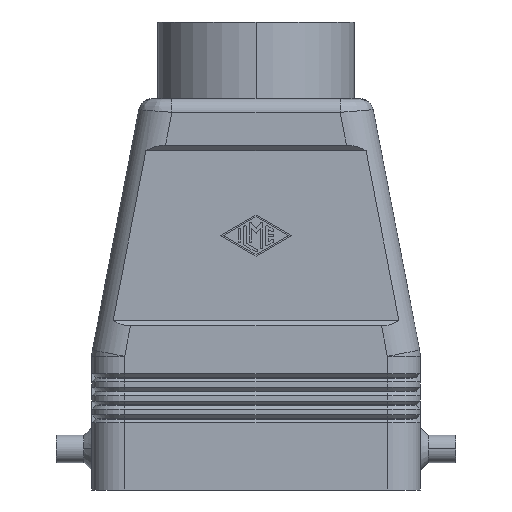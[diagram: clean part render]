
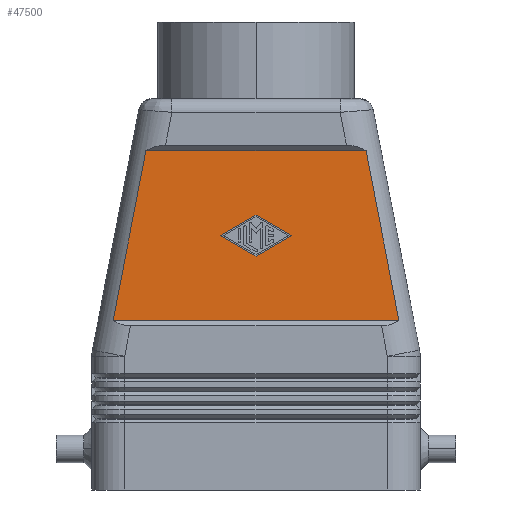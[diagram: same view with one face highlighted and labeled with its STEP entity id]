
A CAD part, front view. The second image highlights one B-rep face of the part: STEP entity #47500.
In plain terms, the highlighted planar face has unit normal (0, -1, 0).
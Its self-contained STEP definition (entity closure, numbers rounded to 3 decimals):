
#4170=CARTESIAN_POINT('',(26.106,-20.5,31.));
#4180=VERTEX_POINT('',#4170);
#4210=CARTESIAN_POINT('',(20.106,-20.5,62.));
#4220=DIRECTION('',(0.19,0.,-0.982));
#4230=VECTOR('',#4220,31.575);
#4240=LINE('',#4210,#4230);
#4250=CARTESIAN_POINT('',(20.106,-20.5,62.));
#4260=VERTEX_POINT('',#4250);
#4270=EDGE_CURVE('',#4260,#4180,#4240,.T.);
#6630=CARTESIAN_POINT('',(-20.106,-20.5,62.));
#6640=VERTEX_POINT('',#6630);
#6670=CARTESIAN_POINT('',(-26.106,-20.5,31.));
#6680=DIRECTION('',(0.19,0.,0.982));
#6690=VECTOR('',#6680,31.575);
#6700=LINE('',#6670,#6690);
#6710=CARTESIAN_POINT('',(-26.106,-20.5,31.));
#6720=VERTEX_POINT('',#6710);
#6730=EDGE_CURVE('',#6720,#6640,#6700,.T.);
#42980=CARTESIAN_POINT('',(-20.106,-20.5,62.));
#42990=DIRECTION('',(1.,0.,0.));
#43000=VECTOR('',#42990,40.211);
#43010=LINE('',#42980,#43000);
#43020=EDGE_CURVE('',#6640,#4260,#43010,.T.);
#47000=CARTESIAN_POINT('',(0.,-20.5,62.));
#47010=DIRECTION('',(0.,1.,0.));
#47020=DIRECTION('',(0.,0.,1.));
#47030=AXIS2_PLACEMENT_3D('',#47000,#47010,#47020);
#47040=PLANE('',#47030);
#47050=CARTESIAN_POINT('',(-26.106,-20.5,31.));
#47060=DIRECTION('',(1.,0.,0.));
#47070=VECTOR('',#47060,52.211);
#47080=LINE('',#47050,#47070);
#47090=EDGE_CURVE('',#6720,#4180,#47080,.T.);
#47100=ORIENTED_EDGE('',*,*,#47090,.T.);
#47110=ORIENTED_EDGE('',*,*,#6730,.F.);
#47120=ORIENTED_EDGE('',*,*,#43020,.F.);
#47130=ORIENTED_EDGE('',*,*,#4270,.F.);
#47140=EDGE_LOOP('',(#47130,#47120,#47110,#47100));
#47150=FACE_OUTER_BOUND('',#47140,.T.);
#47160=CARTESIAN_POINT('',(6.5,-20.5,46.475));
#47170=DIRECTION('',(-0.866,0.,-0.5));
#47180=VECTOR('',#47170,7.504);
#47190=LINE('',#47160,#47180);
#47200=CARTESIAN_POINT('',(6.5,-20.5,46.475));
#47210=VERTEX_POINT('',#47200);
#47220=CARTESIAN_POINT('',(0.,-20.5,42.726));
#47230=VERTEX_POINT('',#47220);
#47240=EDGE_CURVE('',#47210,#47230,#47190,.T.);
#47250=ORIENTED_EDGE('',*,*,#47240,.T.);
#47260=CARTESIAN_POINT('',(0.,-20.5,50.224));
#47270=DIRECTION('',(0.866,0.,-0.5));
#47280=VECTOR('',#47270,7.504);
#47290=LINE('',#47260,#47280);
#47300=CARTESIAN_POINT('',(0.,-20.5,50.224));
#47310=VERTEX_POINT('',#47300);
#47320=EDGE_CURVE('',#47310,#47210,#47290,.T.);
#47330=ORIENTED_EDGE('',*,*,#47320,.T.);
#47340=CARTESIAN_POINT('',(-6.5,-20.5,46.475));
#47350=DIRECTION('',(0.866,0.,0.5));
#47360=VECTOR('',#47350,7.504);
#47370=LINE('',#47340,#47360);
#47380=CARTESIAN_POINT('',(-6.5,-20.5,46.475));
#47390=VERTEX_POINT('',#47380);
#47400=EDGE_CURVE('',#47390,#47310,#47370,.T.);
#47410=ORIENTED_EDGE('',*,*,#47400,.T.);
#47420=CARTESIAN_POINT('',(0.,-20.5,42.726));
#47430=DIRECTION('',(-0.866,0.,0.5));
#47440=VECTOR('',#47430,7.504);
#47450=LINE('',#47420,#47440);
#47460=EDGE_CURVE('',#47230,#47390,#47450,.T.);
#47470=ORIENTED_EDGE('',*,*,#47460,.T.);
#47480=EDGE_LOOP('',(#47470,#47410,#47330,#47250));
#47490=FACE_BOUND('',#47480,.T.);
#47500=ADVANCED_FACE('',(#47150,#47490),#47040,.F.);
